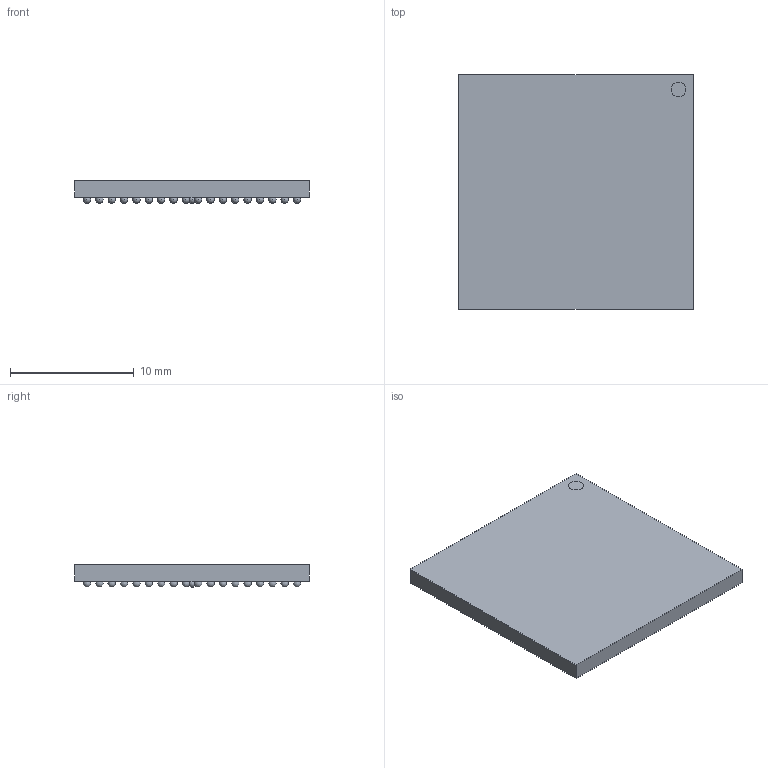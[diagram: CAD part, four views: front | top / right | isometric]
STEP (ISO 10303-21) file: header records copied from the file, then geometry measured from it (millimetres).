
FILE_DESCRIPTION(('FreeCAD Model'),'2;1');
FILE_NAME('PLASTIC BGA (19x19).step','2019-12-15T20:16:16',( 'Author'),(''),'Open CASCADE STEP processor 7.3','FreeCAD','Unknown' );
FILE_SCHEMA(('AUTOMOTIVE_DESIGN { 1 0 10303 214 1 1 1 1 }'));
Length unit declared in the file: millimetre
Products named in the file (5): Array; Body001; Revolution; Pad; Pocket
Bounding box: 19 x 19 x 1.83 mm (x, y, z)
Surface area: 2840.6 mm2
Topology: 328 solids, 328 shells, 347 faces, 1017 edges, 678 vertices
Faces by surface type: sphere 325, plane 20, cylinder 2
Full cylindrical faces by diameter (mm): 1.2 x2
Entity records: 7996 total; most frequent: CARTESIAN_POINT 831, DIRECTION 822, VERTEX_POINT 353, AXIS2_PLACEMENT_3D 352, FACE_BOUND 349, ADVANCED_FACE 347, MANIFOLD_SOLID_BREP 328, CLOSED_SHELL 328
